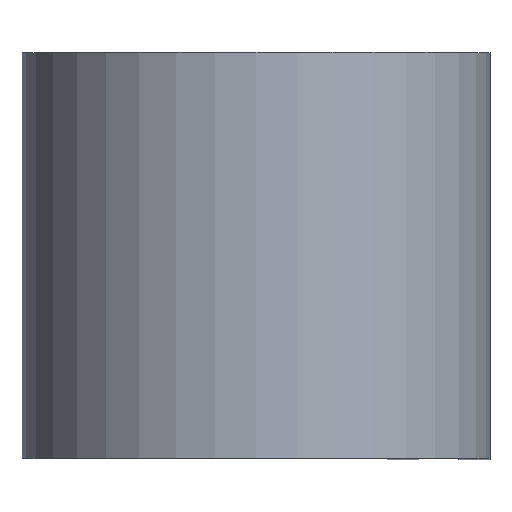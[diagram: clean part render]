
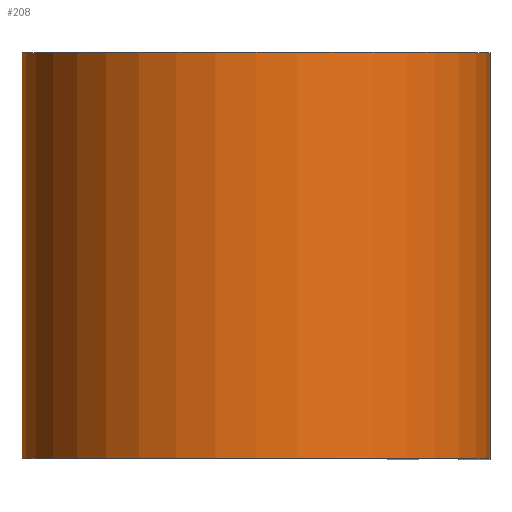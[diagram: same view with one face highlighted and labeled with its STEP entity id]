
A CAD part, top view. The second image highlights one B-rep face of the part: STEP entity #208.
In plain terms, the highlighted cylindrical face has radius 9.157 mm (diameter 18.313 mm), a partial arc.
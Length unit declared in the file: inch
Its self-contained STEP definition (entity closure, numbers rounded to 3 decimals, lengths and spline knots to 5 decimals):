
#44 = EDGE_CURVE ( 'NONE', #562, #614, #251, .T. ) ;
#50 = DIRECTION ( 'NONE',  ( 1., 0., 0. ) ) ;
#53 = DIRECTION ( 'NONE',  ( 0., 1., 0. ) ) ;
#57 = CARTESIAN_POINT ( 'NONE',  ( 0., -0.3125, 0. ) ) ;
#80 = VERTEX_POINT ( 'NONE', #322 ) ;
#92 = LINE ( 'NONE', #131, #567 ) ;
#96 = EDGE_CURVE ( 'NONE', #227, #80, #577, .T. ) ;
#99 = ORIENTED_EDGE ( 'NONE', *, *, #44, .F. ) ;
#128 = CARTESIAN_POINT ( 'NONE',  ( 0., 0.3125, 0. ) ) ;
#131 = CARTESIAN_POINT ( 'NONE',  ( 0., 0.3125, -0.3605 ) ) ;
#148 = EDGE_LOOP ( 'NONE', ( #478, #334, #99, #411 ) ) ;
#177 = DIRECTION ( 'NONE',  ( 0., -1., 0. ) ) ;
#183 = CARTESIAN_POINT ( 'NONE',  ( 0., 0.3125, 0. ) ) ;
#194 = FACE_OUTER_BOUND ( 'NONE', #148, .T. ) ;
#196 = AXIS2_PLACEMENT_3D ( 'NONE', #183, #177, #233 ) ;
#208 = ADVANCED_FACE ( 'NONE', ( #194 ), #287, .T. ) ;
#227 = VERTEX_POINT ( 'NONE', #229 ) ;
#229 = CARTESIAN_POINT ( 'NONE',  ( 0., -0.3125, -0.3605 ) ) ;
#233 = DIRECTION ( 'NONE',  ( 0., 0., -1. ) ) ;
#251 = CIRCLE ( 'NONE', #294, 0.3605 ) ;
#258 = DIRECTION ( 'NONE',  ( 0., 1., 0. ) ) ;
#287 = CYLINDRICAL_SURFACE ( 'NONE', #196, 0.3605 ) ;
#294 = AXIS2_PLACEMENT_3D ( 'NONE', #128, #258, #548 ) ;
#322 = CARTESIAN_POINT ( 'NONE',  ( 0.3605, -0.3125, 0. ) ) ;
#326 = VECTOR ( 'NONE', #571, 39.37008 ) ;
#334 = ORIENTED_EDGE ( 'NONE', *, *, #432, .F. ) ;
#363 = CARTESIAN_POINT ( 'NONE',  ( 0.3605, 0.3125, 0. ) ) ;
#397 = EDGE_CURVE ( 'NONE', #562, #227, #92, .T. ) ;
#411 = ORIENTED_EDGE ( 'NONE', *, *, #397, .T. ) ;
#418 = DIRECTION ( 'NONE',  ( 0., -1., 0. ) ) ;
#432 = EDGE_CURVE ( 'NONE', #614, #80, #459, .T. ) ;
#450 = CARTESIAN_POINT ( 'NONE',  ( 0.3605, 0.3125, 0. ) ) ;
#459 = LINE ( 'NONE', #363, #326 ) ;
#478 = ORIENTED_EDGE ( 'NONE', *, *, #96, .T. ) ;
#505 = AXIS2_PLACEMENT_3D ( 'NONE', #57, #53, #50 ) ;
#548 = DIRECTION ( 'NONE',  ( 1., 0., 0. ) ) ;
#562 = VERTEX_POINT ( 'NONE', #590 ) ;
#567 = VECTOR ( 'NONE', #418, 39.37008 ) ;
#571 = DIRECTION ( 'NONE',  ( 0., -1., 0. ) ) ;
#577 = CIRCLE ( 'NONE', #505, 0.3605 ) ;
#590 = CARTESIAN_POINT ( 'NONE',  ( 0., 0.3125, -0.3605 ) ) ;
#614 = VERTEX_POINT ( 'NONE', #450 ) ;
